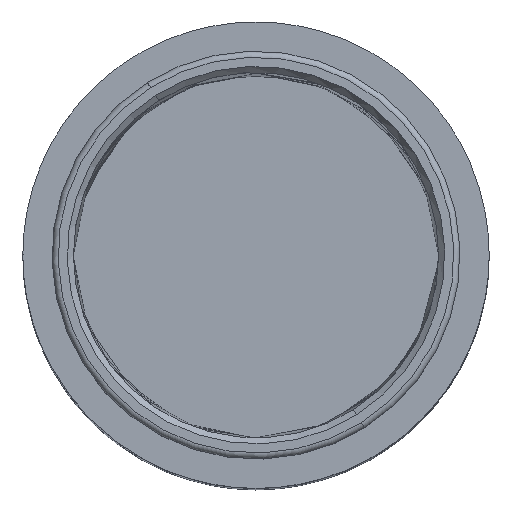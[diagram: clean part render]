
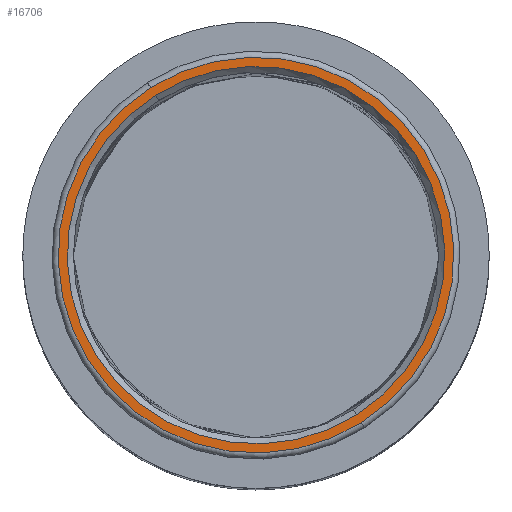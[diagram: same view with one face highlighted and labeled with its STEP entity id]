
A CAD part, top view. The second image highlights one B-rep face of the part: STEP entity #16706.
In plain terms, the highlighted planar face has unit normal (0, 0, 1).
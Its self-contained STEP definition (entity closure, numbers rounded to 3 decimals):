
#168 = ORIENTED_EDGE ( 'NONE', *, *, #9175, .T. ) ;
#265 = DIRECTION ( 'NONE',  ( 1., 0., 0. ) ) ;
#773 = ORIENTED_EDGE ( 'NONE', *, *, #13139, .F. ) ;
#1001 = DIRECTION ( 'NONE',  ( 0., 0., -1. ) ) ;
#2589 = CARTESIAN_POINT ( 'NONE',  ( 173.071, -275.085, 1454. ) ) ;
#2724 = AXIS2_PLACEMENT_3D ( 'NONE', #12779, #1001, #14463 ) ;
#2873 = DIRECTION ( 'NONE',  ( 0., 0., -1. ) ) ;
#3385 = DIRECTION ( 'NONE',  ( 0., 0., 1. ) ) ;
#3503 = FACE_OUTER_BOUND ( 'NONE', #16822, .T. ) ;
#5635 = VERTEX_POINT ( 'NONE', #19769 ) ;
#7154 = CARTESIAN_POINT ( 'NONE',  ( 0., 0., 1454. ) ) ;
#8105 = CIRCLE ( 'NONE', #16697, 325. ) ;
#8541 = VERTEX_POINT ( 'NONE', #2589 ) ;
#8821 = CIRCLE ( 'NONE', #21344, 325. ) ;
#9175 = EDGE_CURVE ( 'NONE', #14848, #10781, #12413, .T. ) ;
#9190 = PLANE ( 'NONE',  #20657 ) ;
#9725 = DIRECTION ( 'NONE',  ( -0.533, 0.846, 0. ) ) ;
#10781 = VERTEX_POINT ( 'NONE', #12670 ) ;
#10986 = CARTESIAN_POINT ( 'NONE',  ( 0., 0., 1454. ) ) ;
#11774 = ORIENTED_EDGE ( 'NONE', *, *, #13363, .F. ) ;
#12413 = CIRCLE ( 'NONE', #2724, 310. ) ;
#12670 = CARTESIAN_POINT ( 'NONE',  ( 165.083, -262.388, 1454. ) ) ;
#12772 = FACE_BOUND ( 'NONE', #16608, .T. ) ;
#12779 = CARTESIAN_POINT ( 'NONE',  ( 0., 0., 1454. ) ) ;
#13139 = EDGE_CURVE ( 'NONE', #5635, #8541, #8105, .T. ) ;
#13363 = EDGE_CURVE ( 'NONE', #8541, #5635, #8821, .T. ) ;
#13892 = DIRECTION ( 'NONE',  ( -0.533, 0.846, 0. ) ) ;
#14463 = DIRECTION ( 'NONE',  ( -0.533, 0.846, 0. ) ) ;
#14848 = VERTEX_POINT ( 'NONE', #16517 ) ;
#15955 = DIRECTION ( 'NONE',  ( 0., 0., -1. ) ) ;
#16067 = CARTESIAN_POINT ( 'NONE',  ( 0., 0., 1454. ) ) ;
#16517 = CARTESIAN_POINT ( 'NONE',  ( -165.083, 262.388, 1454. ) ) ;
#16608 = EDGE_LOOP ( 'NONE', ( #19654, #168 ) ) ;
#16697 = AXIS2_PLACEMENT_3D ( 'NONE', #18238, #2873, #9725 ) ;
#16706 = ADVANCED_FACE ( 'NONE', ( #12772, #3503 ), #9190, .T. ) ;
#16822 = EDGE_LOOP ( 'NONE', ( #773, #11774 ) ) ;
#17415 = DIRECTION ( 'NONE',  ( -0.533, 0.846, 0. ) ) ;
#17465 = DIRECTION ( 'NONE',  ( 0., 0., -1. ) ) ;
#17801 = AXIS2_PLACEMENT_3D ( 'NONE', #7154, #17465, #13892 ) ;
#18238 = CARTESIAN_POINT ( 'NONE',  ( 0., 0., 1454. ) ) ;
#19654 = ORIENTED_EDGE ( 'NONE', *, *, #21871, .T. ) ;
#19769 = CARTESIAN_POINT ( 'NONE',  ( -173.071, 275.085, 1454. ) ) ;
#20657 = AXIS2_PLACEMENT_3D ( 'NONE', #10986, #3385, #265 ) ;
#21344 = AXIS2_PLACEMENT_3D ( 'NONE', #16067, #15955, #17415 ) ;
#21380 = CIRCLE ( 'NONE', #17801, 310. ) ;
#21871 = EDGE_CURVE ( 'NONE', #10781, #14848, #21380, .T. ) ;
